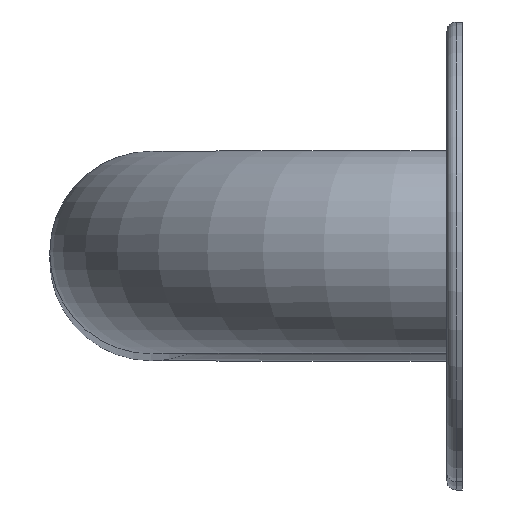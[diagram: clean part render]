
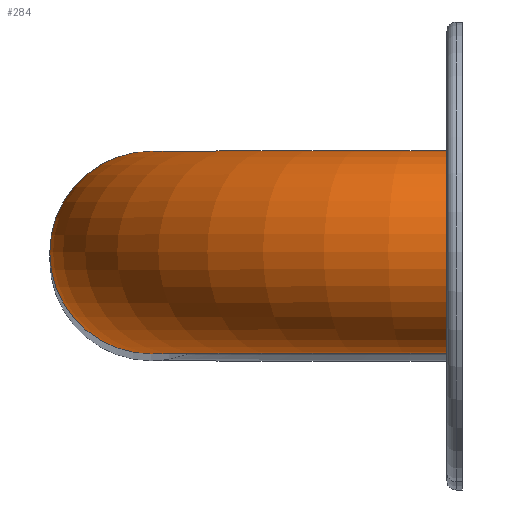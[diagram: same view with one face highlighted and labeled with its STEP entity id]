
A CAD part, top view. The second image highlights one B-rep face of the part: STEP entity #284.
In plain terms, the highlighted toroidal (fillet/blend) face has major radius 49.5 mm and minor radius 16.5 mm.
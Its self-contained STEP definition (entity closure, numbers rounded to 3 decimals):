
#10 = CARTESIAN_POINT ( 'NONE',  ( 49.5, 0., 716. ) ) ;
#11 = EDGE_CURVE ( 'NONE', #218, #218, #721, .T. ) ;
#15 = DIRECTION ( 'NONE',  ( 0., 0., 1. ) ) ;
#30 = AXIS2_PLACEMENT_3D ( 'NONE', #425, #587, #15 ) ;
#53 = ORIENTED_EDGE ( 'NONE', *, *, #87, .F. ) ;
#87 = EDGE_CURVE ( 'NONE', #603, #603, #607, .T. ) ;
#102 = DIRECTION ( 'NONE',  ( 0., -1., 0. ) ) ;
#142 = DIRECTION ( 'NONE',  ( 0., 0., -1. ) ) ;
#146 = DIRECTION ( 'NONE',  ( -1., 0., 0. ) ) ;
#210 = FACE_OUTER_BOUND ( 'NONE', #697, .T. ) ;
#218 = VERTEX_POINT ( 'NONE', #10 ) ;
#278 = DIRECTION ( 'NONE',  ( 0., 0., 1. ) ) ;
#284 = ADVANCED_FACE ( 'NONE', ( #677, #210 ), #500, .T. ) ;
#306 = CARTESIAN_POINT ( 'NONE',  ( -16.5, 0., 650. ) ) ;
#425 = CARTESIAN_POINT ( 'NONE',  ( 49.5, 0., 699.5 ) ) ;
#442 = AXIS2_PLACEMENT_3D ( 'NONE', #714, #142, #146 ) ;
#500 = TOROIDAL_SURFACE ( 'NONE', #637, 49.5, 16.5 ) ;
#587 = DIRECTION ( 'NONE',  ( -1., 0., 0. ) ) ;
#603 = VERTEX_POINT ( 'NONE', #306 ) ;
#607 = CIRCLE ( 'NONE', #442, 16.5 ) ;
#616 = CARTESIAN_POINT ( 'NONE',  ( 49.5, 0., 650. ) ) ;
#631 = EDGE_LOOP ( 'NONE', ( #53 ) ) ;
#637 = AXIS2_PLACEMENT_3D ( 'NONE', #616, #102, #278 ) ;
#677 = FACE_OUTER_BOUND ( 'NONE', #631, .T. ) ;
#697 = EDGE_LOOP ( 'NONE', ( #723 ) ) ;
#714 = CARTESIAN_POINT ( 'NONE',  ( 0., 0., 650. ) ) ;
#721 = CIRCLE ( 'NONE', #30, 16.5 ) ;
#723 = ORIENTED_EDGE ( 'NONE', *, *, #11, .T. ) ;
